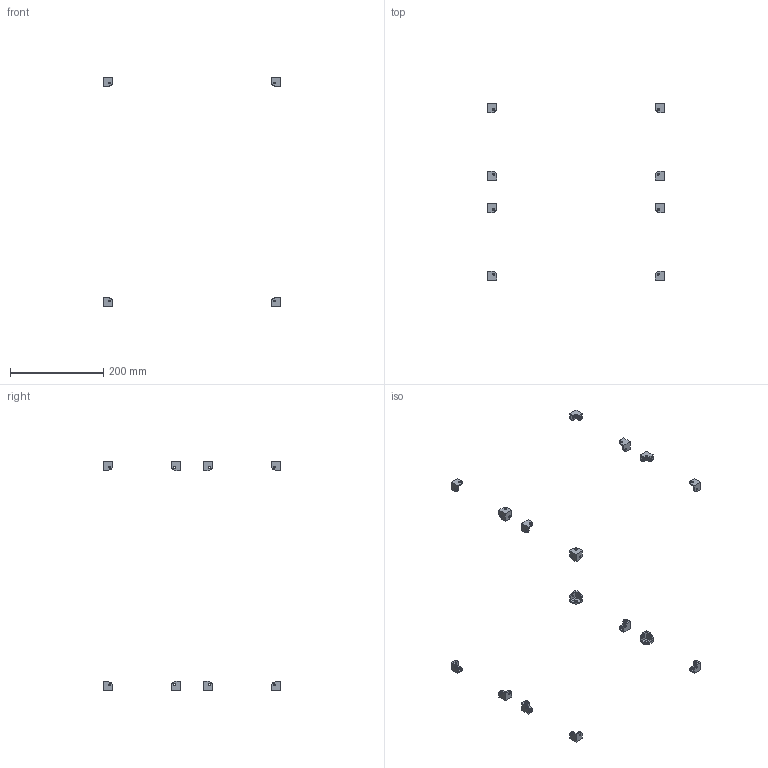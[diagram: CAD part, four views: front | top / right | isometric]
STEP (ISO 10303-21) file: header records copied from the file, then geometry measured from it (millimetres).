
FILE_DESCRIPTION(/* description */ (''),/* implementation_level */ '2;1');
FILE_NAME(/* name */ 'Support.step',/* time_stamp */ '2025-08-07T17:43:04+07:00',/* author */ (''),/* organization */ (''),/* preprocessor_version */ 'ST-DEVELOPER v20.1',/* originating_system */ 'Autodesk Translation Framework v14.10.0.0',/* authorisation */ '');
FILE_SCHEMA (('AUTOMOTIVE_DESIGN { 1 0 10303 214 3 1 1 }'));
Length unit declared in the file: millimetre
Products named in the file (19): Support; Bat goc v1; Bat goc v1_2; Bat goc v1_5; Bat goc v1_1; Bat goc v1_6; Bat goc v1_4; Bat goc v1_3; Bat goc v1_7; Bat goc; Bat Taro 1 v2; Bat Taro 1 v2_1; Bat goc (1)(Mirror); Bat goc (1) (2)(Mirror); Bat Taro 1 v2_2; Bat Taro 1 v2_3; Bat goc (1); Bat goc (1) (3)(Mirror); Bat goc (1) (1)(Mirror)
Assembly tree (28 placements, depth 3):
  Support
    Bat goc v1
      Bat goc
    Bat goc v1_2
      Bat goc
    Bat goc v1_5
      Bat goc
    Bat goc v1_1
      Bat goc
    Bat goc v1_6
      Bat goc
    Bat goc v1_4
      Bat goc
    Bat goc v1_3
      Bat goc
    Bat goc v1_7
      Bat goc
    Bat Taro 1 v2
      Bat goc (1)
    Bat Taro 1 v2_1
      Bat goc (1)
    Bat goc (1)(Mirror)
    Bat goc (1) (2)(Mirror)
    Bat Taro 1 v2_2
      Bat goc (1)
    Bat Taro 1 v2_3
      Bat goc (1)
    Bat goc (1) (3)(Mirror)
    Bat goc (1) (1)(Mirror)
Bounding box: 378 x 378 x 492 mm (x, y, z)
Volume: 40294.9 mm3; surface area: 33678.9 mm2
Topology: 16 solids, 16 shells, 296 faces, 752 edges, 488 vertices
Faces by surface type: plane 144, cylinder 112, cone 40
Full cylindrical faces by diameter (mm): 3.5 x8, 4.5 x40
Entity records: 3917 total; most frequent: DIRECTION 687, CARTESIAN_POINT 615, ORIENTED_EDGE 556, EDGE_CURVE 278, AXIS2_PLACEMENT_3D 253, LINE 181, VECTOR 181, VERTEX_POINT 181
